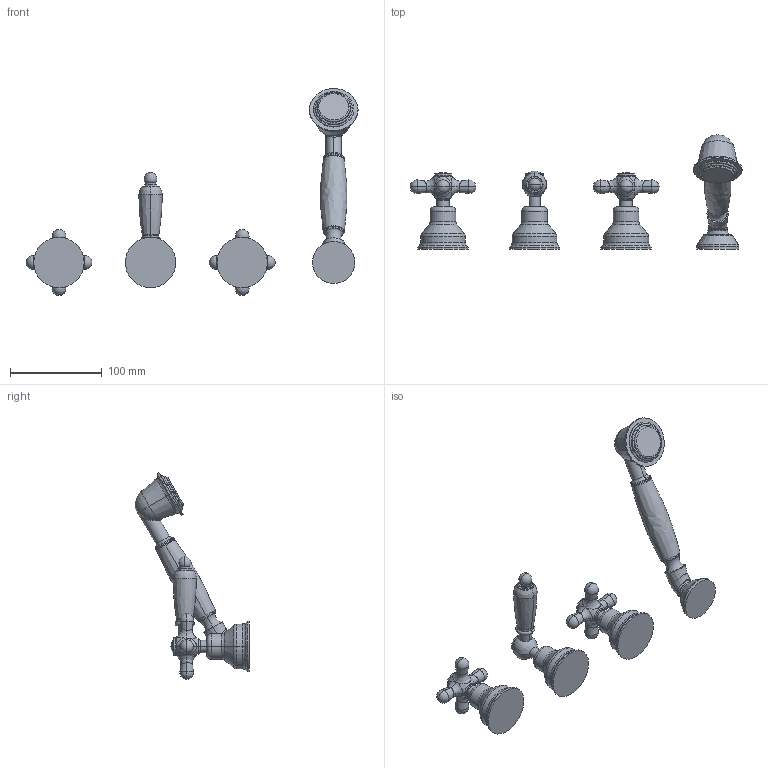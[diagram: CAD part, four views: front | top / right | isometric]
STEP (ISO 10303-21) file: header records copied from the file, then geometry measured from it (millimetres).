
FILE_DESCRIPTION((''),'2;1');
FILE_NAME('IRV042CR','2021-11-10T17:03:36',('ut3'),('PAFFONI SpA'),'CREO PARAMETRIC BY PTC INC, 2020044','CREO PARAMETRIC BY PTC INC, 2020044','');
FILE_SCHEMA(('CONFIG_CONTROL_DESIGN','SHAPE_APPEARANCE_LAYERS_GROUPS'));
Length unit declared in the file: millimetre
Products named in the file (1): IRV042CR
Bounding box: 362.5 x 124.59 x 225.92 mm (x, y, z)
Volume: 413346.7 mm3; surface area: 81614.4 mm2
Topology: 4 solids, 5 shells, 296 faces, 637 edges, 346 vertices
Faces by surface type: torus 74, bspline 66, cylinder 60, cone 41, plane 33, sphere 22
Entity records: 15843 total; most frequent: CARTESIAN_POINT 7246, DIRECTION 1367, ORIENTED_EDGE 1222, AXIS2_PLACEMENT_3D 623, EDGE_CURVE 611, CIRCLE 393, FILL_AREA_STYLE_COLOUR 368, FILL_AREA_STYLE 368
